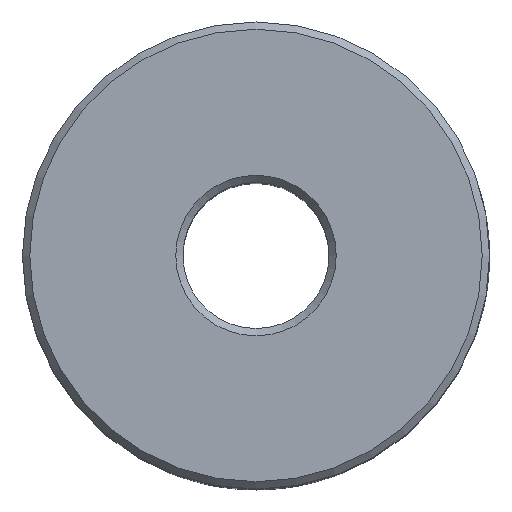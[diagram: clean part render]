
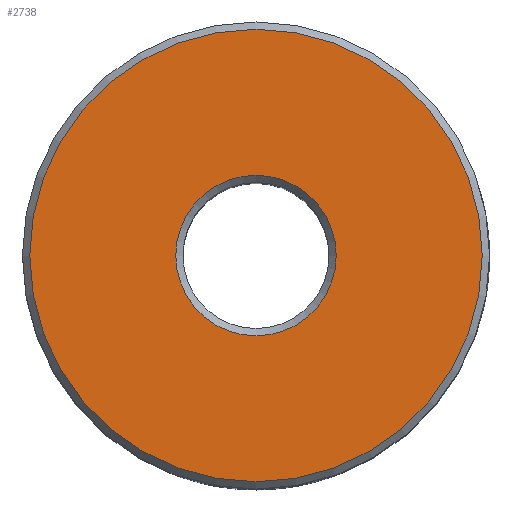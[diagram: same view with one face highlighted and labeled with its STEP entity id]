
A CAD part, top view. The second image highlights one B-rep face of the part: STEP entity #2738.
In plain terms, the highlighted planar face has unit normal (0, 0, 1).
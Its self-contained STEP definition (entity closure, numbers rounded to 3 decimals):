
#36=PLANE('',#3160);
#68=FACE_BOUND('',#634,.T.);
#323=CIRCLE('',#3159,2.75);
#324=CIRCLE('',#3161,7.75);
#469=FACE_OUTER_BOUND('',#633,.T.);
#633=EDGE_LOOP('',(#2151));
#634=EDGE_LOOP('',(#2152));
#1388=VERTEX_POINT('',#5153);
#1389=VERTEX_POINT('',#5157);
#1687=EDGE_CURVE('',#1388,#1388,#323,.T.);
#1689=EDGE_CURVE('',#1389,#1389,#324,.T.);
#2151=ORIENTED_EDGE('',*,*,#1689,.F.);
#2152=ORIENTED_EDGE('',*,*,#1687,.F.);
#2738=ADVANCED_FACE('',(#469,#68),#36,.T.);
#3159=AXIS2_PLACEMENT_3D('',#5154,#3848,#3849);
#3160=AXIS2_PLACEMENT_3D('',#5156,#3851,#3852);
#3161=AXIS2_PLACEMENT_3D('',#5158,#3853,#3854);
#3848=DIRECTION('center_axis',(0.,0.,1.));
#3849=DIRECTION('ref_axis',(1.,0.,0.));
#3851=DIRECTION('center_axis',(0.,0.,1.));
#3852=DIRECTION('ref_axis',(1.,0.,0.));
#3853=DIRECTION('center_axis',(0.,0.,-1.));
#3854=DIRECTION('ref_axis',(1.,0.,0.));
#5153=CARTESIAN_POINT('',(-2.75,0.,18.45));
#5154=CARTESIAN_POINT('Origin',(0.,0.,18.45));
#5156=CARTESIAN_POINT('Origin',(0.,0.,18.45));
#5157=CARTESIAN_POINT('',(-7.75,0.,18.45));
#5158=CARTESIAN_POINT('Origin',(0.,0.,18.45));
